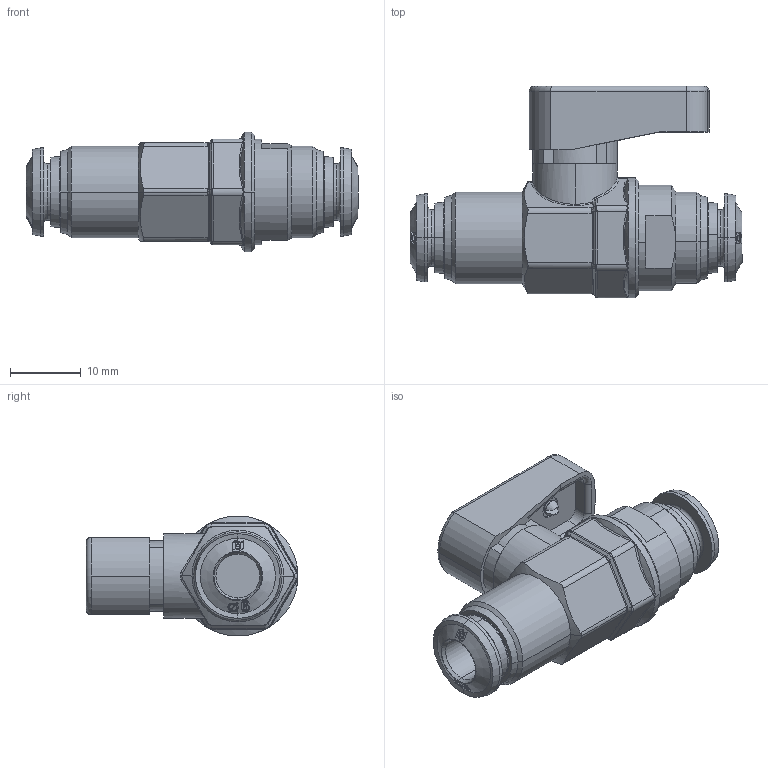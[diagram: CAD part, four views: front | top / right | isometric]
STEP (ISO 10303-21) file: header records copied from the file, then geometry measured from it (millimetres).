
FILE_DESCRIPTION (( 'STEP AP214' ), '1' );
FILE_NAME ('0656000002.step', '2012-10-02T16:35:37', ( '' ), ( '' ), 'SwSTEP 2.0', 'SolidWorks 2012', '' );
FILE_SCHEMA (( 'AUTOMOTIVE_DESIGN' ));
Length unit declared in the file: millimetre
Products named in the file (1): 0656000002
Bounding box: 47.05 x 30 x 17 mm (x, y, z)
Volume: 8584.9 mm3; surface area: 5079.2 mm2
Topology: 8 solids, 19 shells, 745 faces, 1867 edges, 1192 vertices
Faces by surface type: plane 248, bspline 241, cylinder 137, cone 81, torus 36, sphere 2
Entity records: 33489 total; most frequent: CARTESIAN_POINT 17502, ORIENTED_EDGE 3734, DIRECTION 2579, EDGE_CURVE 1867, VERTEX_POINT 1192, AXIS2_PLACEMENT_3D 905, EDGE_LOOP 791, LINE 769
